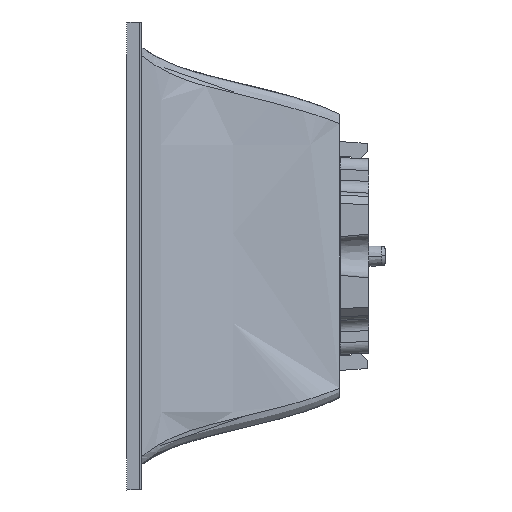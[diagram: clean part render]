
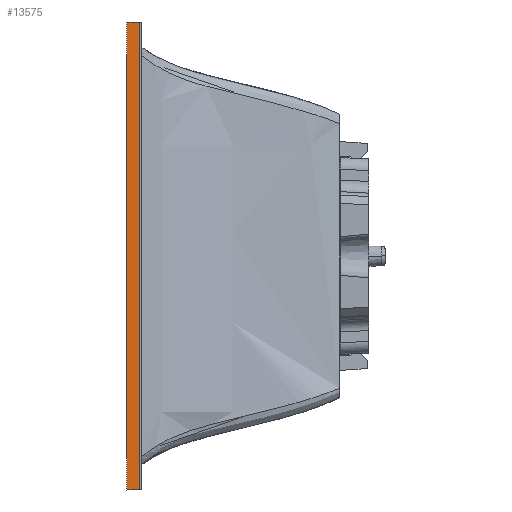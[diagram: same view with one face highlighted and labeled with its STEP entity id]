
A CAD part, left-side view. The second image highlights one B-rep face of the part: STEP entity #13575.
In plain terms, the highlighted planar face has unit normal (-1, 0, 0).
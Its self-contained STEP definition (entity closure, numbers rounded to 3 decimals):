
#9776=DIRECTION('',(0.,0.,1.));
#9777=VECTOR('',#9776,40.);
#9778=CARTESIAN_POINT('',(-140.,20.,-20.));
#9779=LINE('',#9778,#9777);
#9995=DIRECTION('',(0.,-1.,0.017));
#9996=VECTOR('',#9995,1.1);
#9997=CARTESIAN_POINT('',(-140.,20.,-20.));
#9998=LINE('',#9997,#9996);
#10012=DIRECTION('',(0.,-1.,-0.017));
#10013=VECTOR('',#10012,1.1);
#10014=CARTESIAN_POINT('',(-140.,20.,20.));
#10015=LINE('',#10014,#10013);
#10028=DIRECTION('',(0.,0.,-1.));
#10029=VECTOR('',#10028,39.962);
#10030=CARTESIAN_POINT('',(-140.,18.9,19.981));
#10031=LINE('',#10030,#10029);
#12713=CARTESIAN_POINT('',(-140.,20.,-20.));
#12714=CARTESIAN_POINT('',(-140.,20.,20.));
#12715=VERTEX_POINT('',#12713);
#12716=VERTEX_POINT('',#12714);
#12717=CARTESIAN_POINT('',(-140.,18.9,19.981));
#12718=VERTEX_POINT('',#12717);
#12719=CARTESIAN_POINT('',(-140.,18.9,-19.981));
#12720=VERTEX_POINT('',#12719);
#13562=CARTESIAN_POINT('',(-140.,55.455,35.735));
#13563=DIRECTION('',(1.,0.,0.));
#13564=DIRECTION('',(0.,0.,-1.));
#13565=AXIS2_PLACEMENT_3D('',#13562,#13563,#13564);
#13566=PLANE('',#13565);
#13567=ORIENTED_EDGE('',*,*,#12790,.T.);
#13569=ORIENTED_EDGE('',*,*,#13568,.T.);
#13571=ORIENTED_EDGE('',*,*,#13570,.T.);
#13572=ORIENTED_EDGE('',*,*,#13550,.F.);
#13573=EDGE_LOOP('',(#13567,#13569,#13571,#13572));
#13574=FACE_OUTER_BOUND('',#13573,.F.);
#13575=ADVANCED_FACE('',(#13574),#13566,.F.);
#12790=EDGE_CURVE('',#12715,#12716,#9779,.T.);
#13550=EDGE_CURVE('',#12715,#12720,#9998,.T.);
#13568=EDGE_CURVE('',#12716,#12718,#10015,.T.);
#13570=EDGE_CURVE('',#12718,#12720,#10031,.T.);
